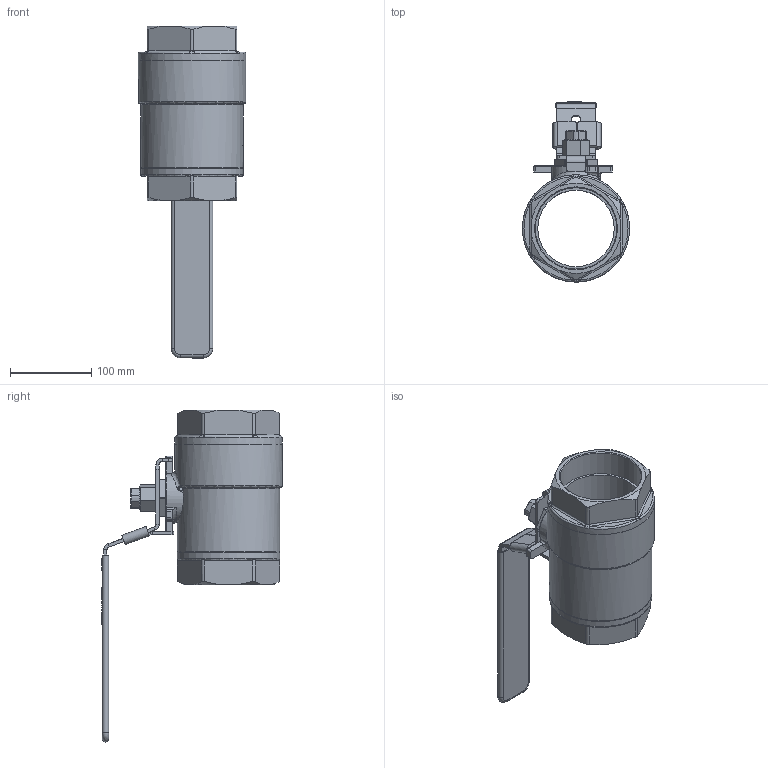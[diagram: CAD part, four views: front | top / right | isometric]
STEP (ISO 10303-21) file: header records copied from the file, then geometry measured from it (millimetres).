
FILE_DESCRIPTION(/* description */ (''),/* implementation_level */ '2;1');
FILE_NAME(/* name */ 'DN100_3D_STEP.stp',/* time_stamp */ '2025-08-08T01:21:49+03:00',/* author */ ('igorr'),/* organization */ (''),/* preprocessor_version */ 'ST-DEVELOPER v20',/* originating_system */ 'Autodesk Inventor 2025',/* authorisation */ '');
FILE_SCHEMA (('AUTOMOTIVE_DESIGN { 1 0 10303 214 3 1 1 }'));
Length unit declared in the file: millimetre
Products named in the file (5): Сборка; Деталь1; Деталь2; Деталь3; ANSI B18.2.4.2M - M20x2,5
Assembly tree (4 placements, depth 2):
  Сборка
    Деталь1
    Деталь2
    Деталь3
    ANSI B18.2.4.2M - M20x2,5
Bounding box: 132 x 221.89 x 408.5 mm (x, y, z)
Volume: 1315928.2 mm3; surface area: 244090.4 mm2
Topology: 4 solids, 4 shells, 533 faces, 1359 edges, 865 vertices
Faces by surface type: plane 251, cylinder 114, bspline 103, torus 43, cone 22
Full cylindrical faces by diameter (mm): 5 x1, 11.842 x1, 15.789 x1, 17.294 x1, 27.9 x1, 94 x1, 100 x2, 102 x1, 125.779 x1, 126 x1, 132 x2
Entity records: 18928 total; most frequent: CARTESIAN_POINT 6016, ORIENTED_EDGE 2718, DIRECTION 2280, EDGE_CURVE 1359, VERTEX_POINT 865, AXIS2_PLACEMENT_3D 782, LINE 716, VECTOR 716
